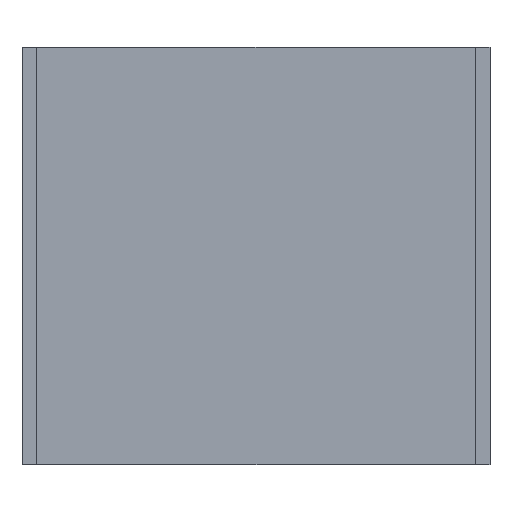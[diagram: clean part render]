
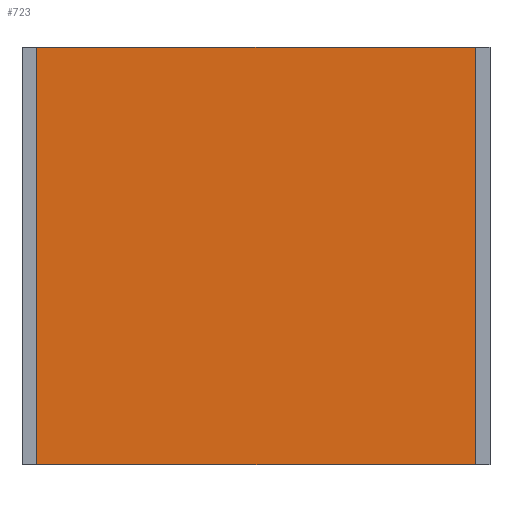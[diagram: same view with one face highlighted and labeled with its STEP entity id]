
A CAD part, front view. The second image highlights one B-rep face of the part: STEP entity #723.
In plain terms, the highlighted planar face has unit normal (0, -1, 0).
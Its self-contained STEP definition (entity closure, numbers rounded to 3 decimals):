
#156 = VERTEX_POINT ( 'NONE', #1435 ) ;
#345 = VECTOR ( 'NONE', #1767, 1000. ) ;
#429 = EDGE_CURVE ( 'NONE', #446, #2198, #2003, .T. ) ;
#446 = VERTEX_POINT ( 'NONE', #726 ) ;
#564 = VECTOR ( 'NONE', #1296, 1000. ) ;
#723 = ADVANCED_FACE ( 'NONE', ( #862 ), #804, .T. ) ;
#726 = CARTESIAN_POINT ( 'NONE',  ( 0.49, 0., 0. ) ) ;
#744 = ORIENTED_EDGE ( 'NONE', *, *, #2433, .F. ) ;
#786 = DIRECTION ( 'NONE',  ( -1., 0., 0. ) ) ;
#791 = CARTESIAN_POINT ( 'NONE',  ( 15.39, 0., -14.18 ) ) ;
#794 = CARTESIAN_POINT ( 'NONE',  ( 0., 0., -14.18 ) ) ;
#795 = DIRECTION ( 'NONE',  ( 0., 0., -1. ) ) ;
#804 = PLANE ( 'NONE',  #2314 ) ;
#862 = FACE_OUTER_BOUND ( 'NONE', #1860, .T. ) ;
#945 = VECTOR ( 'NONE', #786, 1000. ) ;
#1003 = CARTESIAN_POINT ( 'NONE',  ( 0., 0., 0. ) ) ;
#1036 = VECTOR ( 'NONE', #1995, 1000. ) ;
#1127 = CARTESIAN_POINT ( 'NONE',  ( 0., 0., 0. ) ) ;
#1130 = CARTESIAN_POINT ( 'NONE',  ( 0.49, 0., 0. ) ) ;
#1296 = DIRECTION ( 'NONE',  ( 1., 0., 0. ) ) ;
#1353 = EDGE_CURVE ( 'NONE', #1889, #2198, #1626, .T. ) ;
#1435 = CARTESIAN_POINT ( 'NONE',  ( 0.49, 0., -14.18 ) ) ;
#1561 = LINE ( 'NONE', #1130, #345 ) ;
#1626 = LINE ( 'NONE', #1986, #1036 ) ;
#1767 = DIRECTION ( 'NONE',  ( 0., 0., -1. ) ) ;
#1860 = EDGE_LOOP ( 'NONE', ( #744, #2195, #2489, #2504 ) ) ;
#1889 = VERTEX_POINT ( 'NONE', #791 ) ;
#1969 = DIRECTION ( 'NONE',  ( 0., -1., 0. ) ) ;
#1986 = CARTESIAN_POINT ( 'NONE',  ( 15.39, 0., 0. ) ) ;
#1995 = DIRECTION ( 'NONE',  ( 0., 0., 1. ) ) ;
#2003 = LINE ( 'NONE', #1127, #564 ) ;
#2059 = LINE ( 'NONE', #794, #945 ) ;
#2136 = EDGE_CURVE ( 'NONE', #446, #156, #1561, .T. ) ;
#2195 = ORIENTED_EDGE ( 'NONE', *, *, #1353, .T. ) ;
#2198 = VERTEX_POINT ( 'NONE', #2383 ) ;
#2314 = AXIS2_PLACEMENT_3D ( 'NONE', #1003, #1969, #795 ) ;
#2383 = CARTESIAN_POINT ( 'NONE',  ( 15.39, 0., 0. ) ) ;
#2433 = EDGE_CURVE ( 'NONE', #1889, #156, #2059, .T. ) ;
#2489 = ORIENTED_EDGE ( 'NONE', *, *, #429, .F. ) ;
#2504 = ORIENTED_EDGE ( 'NONE', *, *, #2136, .T. ) ;
